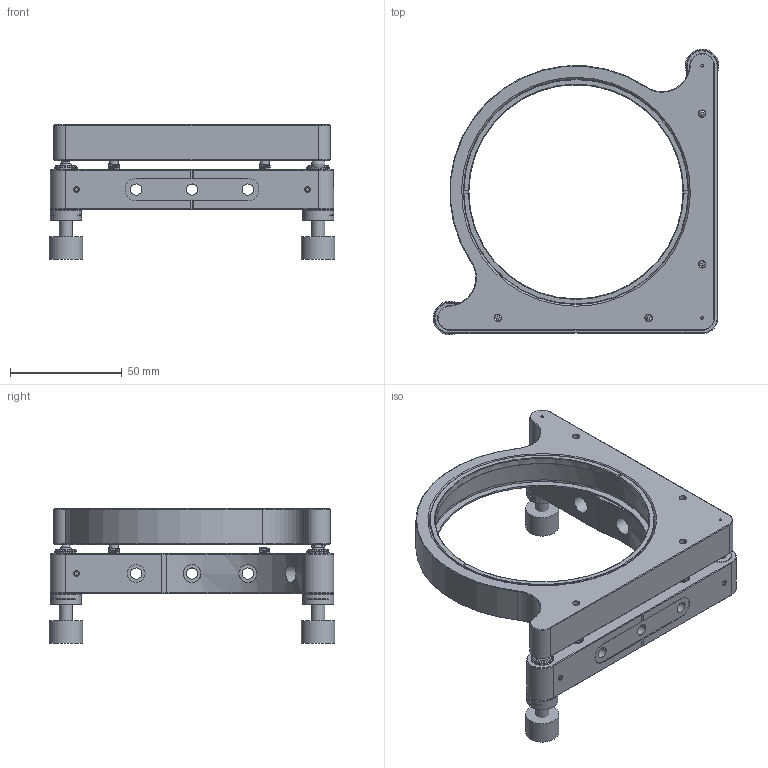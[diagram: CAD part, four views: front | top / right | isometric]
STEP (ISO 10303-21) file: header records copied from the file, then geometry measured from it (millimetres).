
FILE_DESCRIPTION (( 'STEP AP203' ), '1' );
FILE_NAME ('520116.STEP', '2024-05-14T05:38:42', ( 'Windows User' ), ( 'P R C' ), 'SwSTEP 2.0', 'SolidWorks 2020', '' );
FILE_SCHEMA (( 'CONFIG_CONTROL_DESIGN' ));
Length unit declared in the file: millimetre
Products named in the file (1): 520116
Bounding box: 128 x 128 x 60.2 mm (x, y, z)
Surface area: 54127.2 mm2 (no closed solid volume)
Topology: 0 solids, 44 shells, 295 faces, 849 edges, 575 vertices
Faces by surface type: plane 141, cylinder 83, cone 55, bspline 16
Full cylindrical faces by diameter (mm): 1.2 x3, 2 x4, 2.5 x2, 3 x1, 3.3 x4, 4 x5, 5 x6, 6 x2, 6.5 x8, 8 x8, 9.5 x3, 10 x1, 14 x2, 15 x2, 96 x2, 100.5 x1, 101 x1, 101.5 x1
Entity records: 20258 total; most frequent: CARTESIAN_POINT 13288, DIRECTION 1364, ORIENTED_EDGE 1245, EDGE_CURVE 707, VERTEX_POINT 529, AXIS2_PLACEMENT_3D 528, EDGE_LOOP 440, FACE_OUTER_BOUND 344
